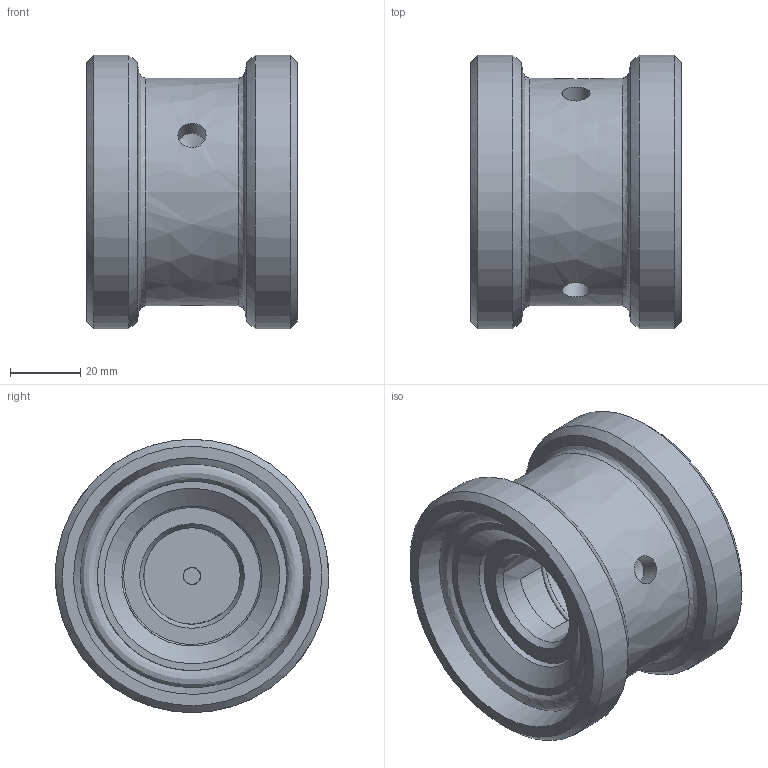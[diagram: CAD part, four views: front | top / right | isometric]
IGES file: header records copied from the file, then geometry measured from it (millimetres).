
Global section: file name: 62110050; native system: Autodesk Inventor 2015; preprocessor: unknown; author: Struska Martin; date: 20160318.093022; units: millimetre
Bounding box: 60 x 78 x 78 mm (x, y, z)
Volume: 146446.5 mm3; surface area: 40822.5 mm2
Topology: 2 solids, 3 shells, 93 faces, 271 edges, 193 vertices
Faces by surface type: bspline 93
